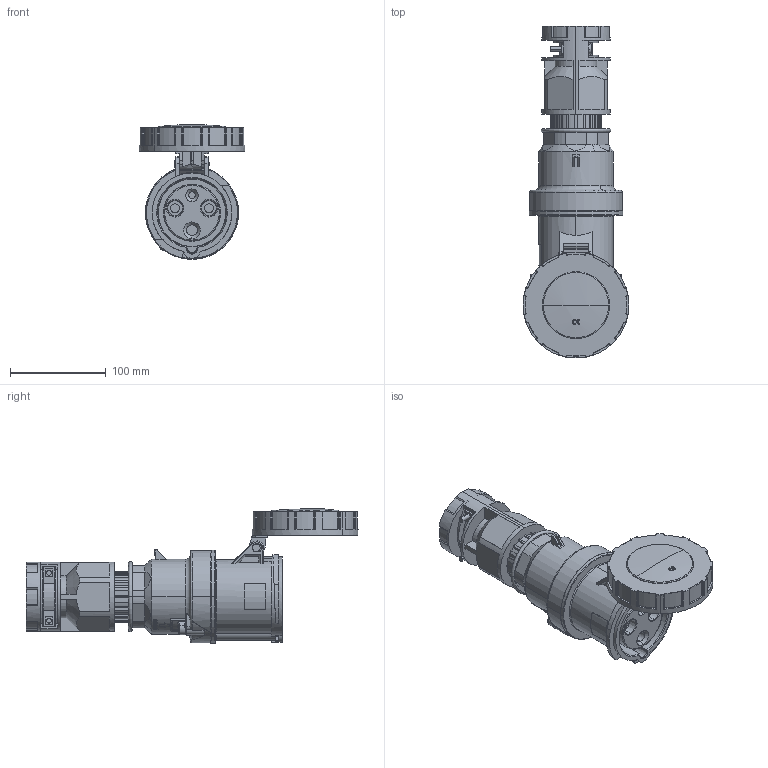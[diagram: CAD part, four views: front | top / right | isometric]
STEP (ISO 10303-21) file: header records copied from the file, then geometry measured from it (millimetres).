
FILE_DESCRIPTION (( 'STEP AP203' ), '1' );
FILE_NAME ('BRY360C6W.step', '2022-08-17T20:00:45', ( '' ), ( '' ), 'SwSTEP 2.0', 'SolidWorks 2021', '' );
FILE_SCHEMA (( 'CONFIG_CONTROL_DESIGN' ));
Length unit declared in the file: millimetre
Products named in the file (1): BRY360C6W
Bounding box: 110.31 x 346.66 x 140.82 mm (x, y, z)
Volume: 1154820.4 mm3; surface area: 180754.7 mm2
Topology: 2 solids, 2 shells, 1141 faces, 3087 edges, 1973 vertices
Faces by surface type: plane 474, cylinder 391, torus 136, bspline 74, cone 47, sphere 19
Entity records: 39913 total; most frequent: CARTESIAN_POINT 11343, ORIENTED_EDGE 6146, DIRECTION 5943, EDGE_CURVE 3073, AXIS2_PLACEMENT_3D 2227, VERTEX_POINT 1968, LINE 1489, VECTOR 1489
